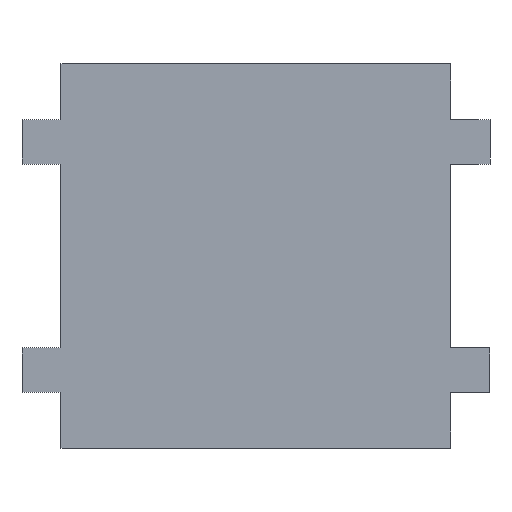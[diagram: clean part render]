
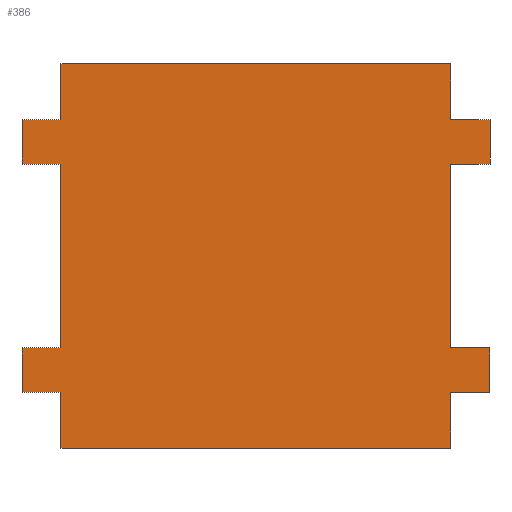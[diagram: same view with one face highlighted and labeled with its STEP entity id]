
A CAD part, front view. The second image highlights one B-rep face of the part: STEP entity #386.
In plain terms, the highlighted planar face has unit normal (0, -1, 0).
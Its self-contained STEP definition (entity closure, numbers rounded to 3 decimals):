
#2 = CARTESIAN_POINT ( 'NONE',  ( -1.75, 0., 1.725 ) ) ;
#7 = CARTESIAN_POINT ( 'NONE',  ( -1.75, 0., 1.725 ) ) ;
#11 = CARTESIAN_POINT ( 'NONE',  ( -1.75, 0., -1.225 ) ) ;
#14 = EDGE_CURVE ( 'NONE', #27, #101, #746, .T. ) ;
#15 = CARTESIAN_POINT ( 'NONE',  ( -2.1, 0., -0.825 ) ) ;
#27 = VERTEX_POINT ( 'NONE', #740 ) ;
#37 = LINE ( 'NONE', #103, #183 ) ;
#42 = EDGE_CURVE ( 'NONE', #580, #101, #664, .T. ) ;
#47 = DIRECTION ( 'NONE',  ( -1., 0., 0. ) ) ;
#55 = VECTOR ( 'NONE', #513, 1000. ) ;
#56 = VECTOR ( 'NONE', #401, 1000. ) ;
#63 = VERTEX_POINT ( 'NONE', #85 ) ;
#71 = ORIENTED_EDGE ( 'NONE', *, *, #459, .T. ) ;
#76 = ORIENTED_EDGE ( 'NONE', *, *, #14, .T. ) ;
#78 = LINE ( 'NONE', #723, #663 ) ;
#80 = VERTEX_POINT ( 'NONE', #432 ) ;
#85 = CARTESIAN_POINT ( 'NONE',  ( 1.75, 0., -1.725 ) ) ;
#86 = CARTESIAN_POINT ( 'NONE',  ( 1.75, 0., 1.225 ) ) ;
#87 = VECTOR ( 'NONE', #344, 1000. ) ;
#93 = EDGE_CURVE ( 'NONE', #172, #834, #226, .T. ) ;
#101 = VERTEX_POINT ( 'NONE', #102 ) ;
#102 = CARTESIAN_POINT ( 'NONE',  ( -1.75, 0., -1.225 ) ) ;
#103 = CARTESIAN_POINT ( 'NONE',  ( -2.1, 0., -0.825 ) ) ;
#109 = VERTEX_POINT ( 'NONE', #86 ) ;
#111 = CARTESIAN_POINT ( 'NONE',  ( 1.75, 0., -0.825 ) ) ;
#115 = VERTEX_POINT ( 'NONE', #814 ) ;
#118 = VERTEX_POINT ( 'NONE', #354 ) ;
#119 = EDGE_CURVE ( 'NONE', #841, #80, #761, .T. ) ;
#123 = LINE ( 'NONE', #407, #555 ) ;
#128 = LINE ( 'NONE', #7, #514 ) ;
#130 = CARTESIAN_POINT ( 'NONE',  ( 1.75, 0., -0.825 ) ) ;
#136 = VECTOR ( 'NONE', #47, 1000. ) ;
#141 = DIRECTION ( 'NONE',  ( 0., 0., 1. ) ) ;
#142 = CARTESIAN_POINT ( 'NONE',  ( 0., 0., 0. ) ) ;
#172 = VERTEX_POINT ( 'NONE', #686 ) ;
#175 = ORIENTED_EDGE ( 'NONE', *, *, #375, .T. ) ;
#178 = ORIENTED_EDGE ( 'NONE', *, *, #681, .T. ) ;
#183 = VECTOR ( 'NONE', #302, 1000. ) ;
#189 = LINE ( 'NONE', #787, #290 ) ;
#194 = EDGE_CURVE ( 'NONE', #792, #841, #189, .T. ) ;
#201 = DIRECTION ( 'NONE',  ( 0., 0., 1. ) ) ;
#206 = VERTEX_POINT ( 'NONE', #718 ) ;
#211 = ORIENTED_EDGE ( 'NONE', *, *, #839, .T. ) ;
#213 = ORIENTED_EDGE ( 'NONE', *, *, #119, .T. ) ;
#225 = EDGE_CURVE ( 'NONE', #63, #580, #505, .T. ) ;
#226 = LINE ( 'NONE', #820, #526 ) ;
#236 = CARTESIAN_POINT ( 'NONE',  ( -1.75, 0., 1.725 ) ) ;
#239 = EDGE_LOOP ( 'NONE', ( #415, #569, #481, #175, #771, #213, #424, #71, #178, #76, #789, #596, #607, #515, #367, #709, #812, #306, #483, #211 ) ) ;
#248 = DIRECTION ( 'NONE',  ( 0., 0., -1. ) ) ;
#250 = DIRECTION ( 'NONE',  ( 0., 0., 1. ) ) ;
#251 = VERTEX_POINT ( 'NONE', #844 ) ;
#255 = CARTESIAN_POINT ( 'NONE',  ( -2.1, 0., 0.825 ) ) ;
#267 = DIRECTION ( 'NONE',  ( 1., 0., 0. ) ) ;
#270 = EDGE_CURVE ( 'NONE', #670, #109, #836, .T. ) ;
#272 = LINE ( 'NONE', #467, #359 ) ;
#277 = VECTOR ( 'NONE', #141, 1000. ) ;
#278 = PLANE ( 'NONE',  #694 ) ;
#287 = CARTESIAN_POINT ( 'NONE',  ( -1.75, 0., 0.825 ) ) ;
#290 = VECTOR ( 'NONE', #451, 1000. ) ;
#292 = VECTOR ( 'NONE', #201, 1000. ) ;
#302 = DIRECTION ( 'NONE',  ( 0., 0., -1. ) ) ;
#306 = ORIENTED_EDGE ( 'NONE', *, *, #565, .T. ) ;
#319 = CARTESIAN_POINT ( 'NONE',  ( 2.1, 0., -1.225 ) ) ;
#326 = DIRECTION ( 'NONE',  ( 0., -1., 0. ) ) ;
#343 = DIRECTION ( 'NONE',  ( -1., 0., 0. ) ) ;
#344 = DIRECTION ( 'NONE',  ( 0., 0., -1. ) ) ;
#354 = CARTESIAN_POINT ( 'NONE',  ( -1.75, 0., 1.225 ) ) ;
#359 = VECTOR ( 'NONE', #599, 1000. ) ;
#363 = CARTESIAN_POINT ( 'NONE',  ( 1.75, 0., 1.725 ) ) ;
#366 = LINE ( 'NONE', #383, #445 ) ;
#367 = ORIENTED_EDGE ( 'NONE', *, *, #525, .T. ) ;
#375 = EDGE_CURVE ( 'NONE', #118, #792, #123, .T. ) ;
#383 = CARTESIAN_POINT ( 'NONE',  ( 2.1, 0., 1.225 ) ) ;
#386 = ADVANCED_FACE ( 'NONE', ( #398 ), #278, .T. ) ;
#391 = VECTOR ( 'NONE', #267, 1000. ) ;
#394 = CARTESIAN_POINT ( 'NONE',  ( 2.1, 0., -0.825 ) ) ;
#398 = FACE_OUTER_BOUND ( 'NONE', #239, .T. ) ;
#401 = DIRECTION ( 'NONE',  ( -1., 0., 0. ) ) ;
#407 = CARTESIAN_POINT ( 'NONE',  ( -1.75, 0., 1.225 ) ) ;
#414 = EDGE_CURVE ( 'NONE', #206, #670, #128, .T. ) ;
#415 = ORIENTED_EDGE ( 'NONE', *, *, #270, .F. ) ;
#424 = ORIENTED_EDGE ( 'NONE', *, *, #464, .F. ) ;
#432 = CARTESIAN_POINT ( 'NONE',  ( -1.75, 0., 0.825 ) ) ;
#441 = EDGE_CURVE ( 'NONE', #118, #206, #476, .T. ) ;
#442 = LINE ( 'NONE', #707, #616 ) ;
#445 = VECTOR ( 'NONE', #250, 1000. ) ;
#451 = DIRECTION ( 'NONE',  ( 0., 0., -1. ) ) ;
#452 = CARTESIAN_POINT ( 'NONE',  ( 1.75, 0., 1.225 ) ) ;
#453 = VERTEX_POINT ( 'NONE', #744 ) ;
#457 = LINE ( 'NONE', #394, #277 ) ;
#458 = DIRECTION ( 'NONE',  ( -1., 0., 0. ) ) ;
#459 = EDGE_CURVE ( 'NONE', #833, #630, #78, .T. ) ;
#462 = CARTESIAN_POINT ( 'NONE',  ( 2.1, 0., 1.225 ) ) ;
#464 = EDGE_CURVE ( 'NONE', #833, #80, #591, .T. ) ;
#467 = CARTESIAN_POINT ( 'NONE',  ( 1.75, 0., 0.825 ) ) ;
#470 = VERTEX_POINT ( 'NONE', #462 ) ;
#476 = LINE ( 'NONE', #2, #623 ) ;
#481 = ORIENTED_EDGE ( 'NONE', *, *, #441, .F. ) ;
#483 = ORIENTED_EDGE ( 'NONE', *, *, #660, .T. ) ;
#497 = VERTEX_POINT ( 'NONE', #111 ) ;
#505 = LINE ( 'NONE', #638, #136 ) ;
#513 = DIRECTION ( 'NONE',  ( 0., 0., -1. ) ) ;
#514 = VECTOR ( 'NONE', #595, 1000. ) ;
#515 = ORIENTED_EDGE ( 'NONE', *, *, #93, .T. ) ;
#525 = EDGE_CURVE ( 'NONE', #834, #453, #457, .T. ) ;
#526 = VECTOR ( 'NONE', #829, 1000. ) ;
#544 = DIRECTION ( 'NONE',  ( 0., 0., 1. ) ) ;
#553 = EDGE_CURVE ( 'NONE', #453, #497, #731, .T. ) ;
#555 = VECTOR ( 'NONE', #458, 1000. ) ;
#565 = EDGE_CURVE ( 'NONE', #115, #251, #272, .T. ) ;
#569 = ORIENTED_EDGE ( 'NONE', *, *, #414, .F. ) ;
#573 = LINE ( 'NONE', #452, #822 ) ;
#574 = CARTESIAN_POINT ( 'NONE',  ( 1.75, 0., 1.725 ) ) ;
#577 = CARTESIAN_POINT ( 'NONE',  ( -1.75, 0., -0.825 ) ) ;
#580 = VERTEX_POINT ( 'NONE', #640 ) ;
#591 = LINE ( 'NONE', #797, #292 ) ;
#595 = DIRECTION ( 'NONE',  ( 1., 0., 0. ) ) ;
#596 = ORIENTED_EDGE ( 'NONE', *, *, #225, .F. ) ;
#599 = DIRECTION ( 'NONE',  ( 1., 0., 0. ) ) ;
#601 = CARTESIAN_POINT ( 'NONE',  ( -2.1, 0., 1.225 ) ) ;
#607 = ORIENTED_EDGE ( 'NONE', *, *, #806, .F. ) ;
#616 = VECTOR ( 'NONE', #248, 1000. ) ;
#623 = VECTOR ( 'NONE', #544, 1000. ) ;
#630 = VERTEX_POINT ( 'NONE', #15 ) ;
#638 = CARTESIAN_POINT ( 'NONE',  ( -1.75, 0., -1.725 ) ) ;
#640 = CARTESIAN_POINT ( 'NONE',  ( -1.75, 0., -1.725 ) ) ;
#660 = EDGE_CURVE ( 'NONE', #251, #470, #366, .T. ) ;
#663 = VECTOR ( 'NONE', #343, 1000. ) ;
#664 = LINE ( 'NONE', #236, #722 ) ;
#668 = LINE ( 'NONE', #363, #87 ) ;
#670 = VERTEX_POINT ( 'NONE', #830 ) ;
#672 = DIRECTION ( 'NONE',  ( 0., 0., -1. ) ) ;
#681 = EDGE_CURVE ( 'NONE', #630, #27, #37, .T. ) ;
#686 = CARTESIAN_POINT ( 'NONE',  ( 1.75, 0., -1.225 ) ) ;
#694 = AXIS2_PLACEMENT_3D ( 'NONE', #142, #326, #672 ) ;
#707 = CARTESIAN_POINT ( 'NONE',  ( 1.75, 0., 1.725 ) ) ;
#709 = ORIENTED_EDGE ( 'NONE', *, *, #553, .T. ) ;
#718 = CARTESIAN_POINT ( 'NONE',  ( -1.75, 0., 1.725 ) ) ;
#721 = DIRECTION ( 'NONE',  ( -1., 0., 0. ) ) ;
#722 = VECTOR ( 'NONE', #757, 1000. ) ;
#723 = CARTESIAN_POINT ( 'NONE',  ( -1.75, 0., -0.825 ) ) ;
#731 = LINE ( 'NONE', #130, #56 ) ;
#736 = EDGE_CURVE ( 'NONE', #115, #497, #668, .T. ) ;
#740 = CARTESIAN_POINT ( 'NONE',  ( -2.1, 0., -1.225 ) ) ;
#744 = CARTESIAN_POINT ( 'NONE',  ( 2.1, 0., -0.825 ) ) ;
#746 = LINE ( 'NONE', #11, #391 ) ;
#754 = VECTOR ( 'NONE', #813, 1000. ) ;
#757 = DIRECTION ( 'NONE',  ( 0., 0., 1. ) ) ;
#761 = LINE ( 'NONE', #287, #754 ) ;
#771 = ORIENTED_EDGE ( 'NONE', *, *, #194, .T. ) ;
#787 = CARTESIAN_POINT ( 'NONE',  ( -2.1, 0., 1.225 ) ) ;
#789 = ORIENTED_EDGE ( 'NONE', *, *, #42, .F. ) ;
#792 = VERTEX_POINT ( 'NONE', #601 ) ;
#797 = CARTESIAN_POINT ( 'NONE',  ( -1.75, 0., 1.725 ) ) ;
#806 = EDGE_CURVE ( 'NONE', #172, #63, #442, .T. ) ;
#812 = ORIENTED_EDGE ( 'NONE', *, *, #736, .F. ) ;
#813 = DIRECTION ( 'NONE',  ( 1., 0., 0. ) ) ;
#814 = CARTESIAN_POINT ( 'NONE',  ( 1.75, 0., 0.825 ) ) ;
#820 = CARTESIAN_POINT ( 'NONE',  ( 1.75, 0., -1.225 ) ) ;
#822 = VECTOR ( 'NONE', #721, 1000. ) ;
#829 = DIRECTION ( 'NONE',  ( 1., 0., 0. ) ) ;
#830 = CARTESIAN_POINT ( 'NONE',  ( 1.75, 0., 1.725 ) ) ;
#833 = VERTEX_POINT ( 'NONE', #577 ) ;
#834 = VERTEX_POINT ( 'NONE', #319 ) ;
#836 = LINE ( 'NONE', #574, #55 ) ;
#839 = EDGE_CURVE ( 'NONE', #470, #109, #573, .T. ) ;
#841 = VERTEX_POINT ( 'NONE', #255 ) ;
#844 = CARTESIAN_POINT ( 'NONE',  ( 2.1, 0., 0.825 ) ) ;
